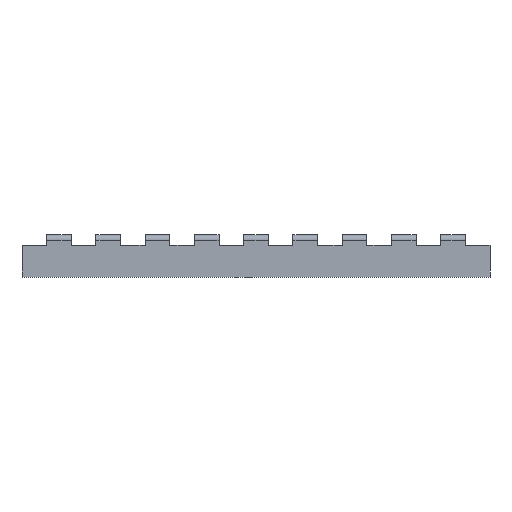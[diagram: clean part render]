
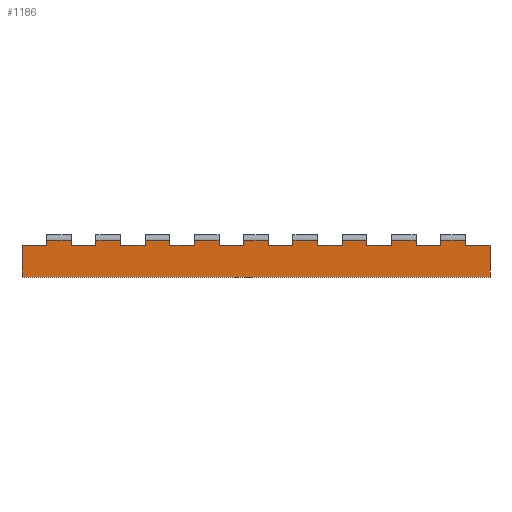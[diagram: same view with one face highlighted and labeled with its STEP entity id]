
A CAD part, top view. The second image highlights one B-rep face of the part: STEP entity #1186.
In plain terms, the highlighted planar face has unit normal (0, 0, 1).
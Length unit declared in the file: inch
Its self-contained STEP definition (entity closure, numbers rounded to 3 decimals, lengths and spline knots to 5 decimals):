
#110=FACE_OUTER_BOUND('',#170,.T.);
#170=EDGE_LOOP('',(#991,#992,#993,#994,#995,#996,#997,#998,#999,#1000,#1001,
#1002,#1003,#1004,#1005,#1006,#1007,#1008,#1009,#1010,#1011,#1012,#1013,
#1014,#1015,#1016,#1017,#1018,#1019,#1020,#1021,#1022,#1023,#1024,#1025,
#1026,#1027,#1028,#1029,#1030));
#192=LINE('',#1650,#330);
#193=LINE('',#1653,#331);
#234=LINE('',#1735,#372);
#238=LINE('',#1751,#376);
#240=LINE('',#1755,#378);
#242=LINE('',#1759,#380);
#246=LINE('',#1775,#384);
#248=LINE('',#1779,#386);
#250=LINE('',#1783,#388);
#254=LINE('',#1799,#392);
#256=LINE('',#1803,#394);
#258=LINE('',#1807,#396);
#262=LINE('',#1823,#400);
#264=LINE('',#1827,#402);
#266=LINE('',#1831,#404);
#270=LINE('',#1847,#408);
#272=LINE('',#1851,#410);
#274=LINE('',#1855,#412);
#278=LINE('',#1871,#416);
#280=LINE('',#1875,#418);
#282=LINE('',#1879,#420);
#286=LINE('',#1895,#424);
#288=LINE('',#1899,#426);
#290=LINE('',#1903,#428);
#294=LINE('',#1919,#432);
#296=LINE('',#1923,#434);
#298=LINE('',#1927,#436);
#302=LINE('',#1943,#440);
#305=LINE('',#1948,#443);
#306=LINE('',#1951,#444);
#308=LINE('',#1954,#446);
#309=LINE('',#1956,#447);
#310=LINE('',#1957,#448);
#311=LINE('',#1958,#449);
#312=LINE('',#1959,#450);
#313=LINE('',#1960,#451);
#314=LINE('',#1961,#452);
#315=LINE('',#1962,#453);
#316=LINE('',#1963,#454);
#317=LINE('',#1964,#455);
#330=VECTOR('',#1316,1.285);
#331=VECTOR('',#1319,1.);
#372=VECTOR('',#1364,0.215);
#376=VECTOR('',#1380,0.215);
#378=VECTOR('',#1384,1.);
#380=VECTOR('',#1388,0.215);
#384=VECTOR('',#1404,0.215);
#386=VECTOR('',#1408,1.);
#388=VECTOR('',#1412,0.215);
#392=VECTOR('',#1428,0.215);
#394=VECTOR('',#1432,1.);
#396=VECTOR('',#1436,0.215);
#400=VECTOR('',#1452,0.215);
#402=VECTOR('',#1456,1.);
#404=VECTOR('',#1460,0.215);
#408=VECTOR('',#1476,0.215);
#410=VECTOR('',#1480,1.);
#412=VECTOR('',#1484,0.215);
#416=VECTOR('',#1500,0.215);
#418=VECTOR('',#1504,1.);
#420=VECTOR('',#1508,0.215);
#424=VECTOR('',#1524,0.215);
#426=VECTOR('',#1528,1.);
#428=VECTOR('',#1532,0.215);
#432=VECTOR('',#1548,0.215);
#434=VECTOR('',#1552,1.);
#436=VECTOR('',#1556,0.215);
#440=VECTOR('',#1572,0.215);
#443=VECTOR('',#1577,1.);
#444=VECTOR('',#1580,1.285);
#446=VECTOR('',#1584,19.);
#447=VECTOR('',#1587,1.);
#448=VECTOR('',#1588,1.);
#449=VECTOR('',#1589,1.);
#450=VECTOR('',#1590,1.);
#451=VECTOR('',#1591,1.);
#452=VECTOR('',#1592,1.);
#453=VECTOR('',#1593,1.);
#454=VECTOR('',#1594,1.);
#455=VECTOR('',#1595,1.);
#466=VERTEX_POINT('',#1644);
#468=VERTEX_POINT('',#1648);
#469=VERTEX_POINT('',#1652);
#508=VERTEX_POINT('',#1734);
#513=VERTEX_POINT('',#1748);
#514=VERTEX_POINT('',#1750);
#515=VERTEX_POINT('',#1754);
#516=VERTEX_POINT('',#1758);
#521=VERTEX_POINT('',#1772);
#522=VERTEX_POINT('',#1774);
#523=VERTEX_POINT('',#1778);
#524=VERTEX_POINT('',#1782);
#529=VERTEX_POINT('',#1796);
#530=VERTEX_POINT('',#1798);
#531=VERTEX_POINT('',#1802);
#532=VERTEX_POINT('',#1806);
#537=VERTEX_POINT('',#1820);
#538=VERTEX_POINT('',#1822);
#539=VERTEX_POINT('',#1826);
#540=VERTEX_POINT('',#1830);
#545=VERTEX_POINT('',#1844);
#546=VERTEX_POINT('',#1846);
#547=VERTEX_POINT('',#1850);
#548=VERTEX_POINT('',#1854);
#553=VERTEX_POINT('',#1868);
#554=VERTEX_POINT('',#1870);
#555=VERTEX_POINT('',#1874);
#556=VERTEX_POINT('',#1878);
#561=VERTEX_POINT('',#1892);
#562=VERTEX_POINT('',#1894);
#563=VERTEX_POINT('',#1898);
#564=VERTEX_POINT('',#1902);
#569=VERTEX_POINT('',#1916);
#570=VERTEX_POINT('',#1918);
#571=VERTEX_POINT('',#1922);
#572=VERTEX_POINT('',#1926);
#577=VERTEX_POINT('',#1940);
#578=VERTEX_POINT('',#1942);
#579=VERTEX_POINT('',#1946);
#580=VERTEX_POINT('',#1950);
#584=EDGE_CURVE('',#468,#466,#192,.T.);
#585=EDGE_CURVE('',#469,#466,#193,.T.);
#626=EDGE_CURVE('',#469,#508,#234,.T.);
#634=EDGE_CURVE('',#514,#513,#238,.T.);
#636=EDGE_CURVE('',#515,#514,#240,.T.);
#638=EDGE_CURVE('',#515,#516,#242,.T.);
#646=EDGE_CURVE('',#522,#521,#246,.T.);
#648=EDGE_CURVE('',#523,#522,#248,.T.);
#650=EDGE_CURVE('',#523,#524,#250,.T.);
#658=EDGE_CURVE('',#530,#529,#254,.T.);
#660=EDGE_CURVE('',#531,#530,#256,.T.);
#662=EDGE_CURVE('',#531,#532,#258,.T.);
#670=EDGE_CURVE('',#538,#537,#262,.T.);
#672=EDGE_CURVE('',#539,#538,#264,.T.);
#674=EDGE_CURVE('',#539,#540,#266,.T.);
#682=EDGE_CURVE('',#546,#545,#270,.T.);
#684=EDGE_CURVE('',#547,#546,#272,.T.);
#686=EDGE_CURVE('',#547,#548,#274,.T.);
#694=EDGE_CURVE('',#554,#553,#278,.T.);
#696=EDGE_CURVE('',#555,#554,#280,.T.);
#698=EDGE_CURVE('',#555,#556,#282,.T.);
#706=EDGE_CURVE('',#562,#561,#286,.T.);
#708=EDGE_CURVE('',#563,#562,#288,.T.);
#710=EDGE_CURVE('',#563,#564,#290,.T.);
#718=EDGE_CURVE('',#570,#569,#294,.T.);
#720=EDGE_CURVE('',#571,#570,#296,.T.);
#722=EDGE_CURVE('',#571,#572,#298,.T.);
#730=EDGE_CURVE('',#578,#577,#302,.T.);
#733=EDGE_CURVE('',#578,#579,#305,.T.);
#734=EDGE_CURVE('',#580,#579,#306,.T.);
#736=EDGE_CURVE('',#580,#468,#308,.T.);
#737=EDGE_CURVE('',#577,#572,#309,.T.);
#738=EDGE_CURVE('',#569,#564,#310,.T.);
#739=EDGE_CURVE('',#561,#556,#311,.T.);
#740=EDGE_CURVE('',#553,#548,#312,.T.);
#741=EDGE_CURVE('',#545,#540,#313,.T.);
#742=EDGE_CURVE('',#537,#532,#314,.T.);
#743=EDGE_CURVE('',#529,#524,#315,.T.);
#744=EDGE_CURVE('',#521,#516,#316,.T.);
#745=EDGE_CURVE('',#513,#508,#317,.T.);
#991=ORIENTED_EDGE('',*,*,#626,.F.);
#992=ORIENTED_EDGE('',*,*,#585,.T.);
#993=ORIENTED_EDGE('',*,*,#584,.F.);
#994=ORIENTED_EDGE('',*,*,#736,.F.);
#995=ORIENTED_EDGE('',*,*,#734,.T.);
#996=ORIENTED_EDGE('',*,*,#733,.F.);
#997=ORIENTED_EDGE('',*,*,#730,.T.);
#998=ORIENTED_EDGE('',*,*,#737,.T.);
#999=ORIENTED_EDGE('',*,*,#722,.F.);
#1000=ORIENTED_EDGE('',*,*,#720,.T.);
#1001=ORIENTED_EDGE('',*,*,#718,.T.);
#1002=ORIENTED_EDGE('',*,*,#738,.T.);
#1003=ORIENTED_EDGE('',*,*,#710,.F.);
#1004=ORIENTED_EDGE('',*,*,#708,.T.);
#1005=ORIENTED_EDGE('',*,*,#706,.T.);
#1006=ORIENTED_EDGE('',*,*,#739,.T.);
#1007=ORIENTED_EDGE('',*,*,#698,.F.);
#1008=ORIENTED_EDGE('',*,*,#696,.T.);
#1009=ORIENTED_EDGE('',*,*,#694,.T.);
#1010=ORIENTED_EDGE('',*,*,#740,.T.);
#1011=ORIENTED_EDGE('',*,*,#686,.F.);
#1012=ORIENTED_EDGE('',*,*,#684,.T.);
#1013=ORIENTED_EDGE('',*,*,#682,.T.);
#1014=ORIENTED_EDGE('',*,*,#741,.T.);
#1015=ORIENTED_EDGE('',*,*,#674,.F.);
#1016=ORIENTED_EDGE('',*,*,#672,.T.);
#1017=ORIENTED_EDGE('',*,*,#670,.T.);
#1018=ORIENTED_EDGE('',*,*,#742,.T.);
#1019=ORIENTED_EDGE('',*,*,#662,.F.);
#1020=ORIENTED_EDGE('',*,*,#660,.T.);
#1021=ORIENTED_EDGE('',*,*,#658,.T.);
#1022=ORIENTED_EDGE('',*,*,#743,.T.);
#1023=ORIENTED_EDGE('',*,*,#650,.F.);
#1024=ORIENTED_EDGE('',*,*,#648,.T.);
#1025=ORIENTED_EDGE('',*,*,#646,.T.);
#1026=ORIENTED_EDGE('',*,*,#744,.T.);
#1027=ORIENTED_EDGE('',*,*,#638,.F.);
#1028=ORIENTED_EDGE('',*,*,#636,.T.);
#1029=ORIENTED_EDGE('',*,*,#634,.T.);
#1030=ORIENTED_EDGE('',*,*,#745,.T.);
#1135=PLANE('',#1290);
#1186=ADVANCED_FACE('',(#110),#1135,.T.);
#1290=AXIS2_PLACEMENT_3D('',#1955,#1585,#1586);
#1316=DIRECTION('',(0.,1.,0.));
#1319=DIRECTION('',(-1.,0.,0.));
#1364=DIRECTION('',(0.,1.,0.));
#1380=DIRECTION('',(0.,1.,0.));
#1384=DIRECTION('',(-1.,0.,0.));
#1388=DIRECTION('',(0.,1.,0.));
#1404=DIRECTION('',(0.,1.,0.));
#1408=DIRECTION('',(-1.,0.,0.));
#1412=DIRECTION('',(0.,1.,0.));
#1428=DIRECTION('',(0.,1.,0.));
#1432=DIRECTION('',(-1.,0.,0.));
#1436=DIRECTION('',(0.,1.,0.));
#1452=DIRECTION('',(0.,1.,0.));
#1456=DIRECTION('',(-1.,0.,0.));
#1460=DIRECTION('',(0.,1.,0.));
#1476=DIRECTION('',(0.,1.,0.));
#1480=DIRECTION('',(-1.,0.,0.));
#1484=DIRECTION('',(0.,1.,0.));
#1500=DIRECTION('',(0.,1.,0.));
#1504=DIRECTION('',(-1.,0.,0.));
#1508=DIRECTION('',(0.,1.,0.));
#1524=DIRECTION('',(0.,1.,0.));
#1528=DIRECTION('',(-1.,0.,0.));
#1532=DIRECTION('',(0.,1.,0.));
#1548=DIRECTION('',(0.,1.,0.));
#1552=DIRECTION('',(-1.,0.,0.));
#1556=DIRECTION('',(0.,1.,0.));
#1572=DIRECTION('',(0.,1.,0.));
#1577=DIRECTION('',(1.,0.,0.));
#1580=DIRECTION('',(0.,1.,0.));
#1584=DIRECTION('',(-1.,0.,0.));
#1585=DIRECTION('center_axis',(0.,0.,1.));
#1586=DIRECTION('ref_axis',(0.,-1.,0.));
#1587=DIRECTION('',(-1.,0.,0.));
#1588=DIRECTION('',(-1.,0.,0.));
#1589=DIRECTION('',(-1.,0.,0.));
#1590=DIRECTION('',(-1.,0.,0.));
#1591=DIRECTION('',(-1.,0.,0.));
#1592=DIRECTION('',(-1.,0.,0.));
#1593=DIRECTION('',(-1.,0.,0.));
#1594=DIRECTION('',(-1.,0.,0.));
#1595=DIRECTION('',(-1.,0.,0.));
#1644=CARTESIAN_POINT('',(-9.5,-0.215,0.));
#1648=CARTESIAN_POINT('',(-9.5,-1.5,0.));
#1650=CARTESIAN_POINT('',(-9.5,-1.5,0.));
#1652=CARTESIAN_POINT('',(-8.5,-0.215,0.));
#1653=CARTESIAN_POINT('',(-8.5,-0.215,0.));
#1734=CARTESIAN_POINT('',(-8.5,0.,0.));
#1735=CARTESIAN_POINT('',(-8.5,-0.215,0.));
#1748=CARTESIAN_POINT('',(-7.5,0.,0.));
#1750=CARTESIAN_POINT('',(-7.5,-0.215,0.));
#1751=CARTESIAN_POINT('',(-7.5,-0.215,0.));
#1754=CARTESIAN_POINT('',(-6.5,-0.215,0.));
#1755=CARTESIAN_POINT('',(-6.5,-0.215,0.));
#1758=CARTESIAN_POINT('',(-6.5,0.,0.));
#1759=CARTESIAN_POINT('',(-6.5,-0.215,0.));
#1772=CARTESIAN_POINT('',(-5.5,0.,0.));
#1774=CARTESIAN_POINT('',(-5.5,-0.215,0.));
#1775=CARTESIAN_POINT('',(-5.5,-0.215,0.));
#1778=CARTESIAN_POINT('',(-4.5,-0.215,0.));
#1779=CARTESIAN_POINT('',(-4.5,-0.215,0.));
#1782=CARTESIAN_POINT('',(-4.5,0.,0.));
#1783=CARTESIAN_POINT('',(-4.5,-0.215,0.));
#1796=CARTESIAN_POINT('',(-3.5,0.,0.));
#1798=CARTESIAN_POINT('',(-3.5,-0.215,0.));
#1799=CARTESIAN_POINT('',(-3.5,-0.215,0.));
#1802=CARTESIAN_POINT('',(-2.5,-0.215,0.));
#1803=CARTESIAN_POINT('',(-2.5,-0.215,0.));
#1806=CARTESIAN_POINT('',(-2.5,0.,0.));
#1807=CARTESIAN_POINT('',(-2.5,-0.215,0.));
#1820=CARTESIAN_POINT('',(-1.5,0.,0.));
#1822=CARTESIAN_POINT('',(-1.5,-0.215,0.));
#1823=CARTESIAN_POINT('',(-1.5,-0.215,0.));
#1826=CARTESIAN_POINT('',(-0.5,-0.215,0.));
#1827=CARTESIAN_POINT('',(-0.5,-0.215,0.));
#1830=CARTESIAN_POINT('',(-0.5,0.,0.));
#1831=CARTESIAN_POINT('',(-0.5,-0.215,0.));
#1844=CARTESIAN_POINT('',(0.5,0.,0.));
#1846=CARTESIAN_POINT('',(0.5,-0.215,0.));
#1847=CARTESIAN_POINT('',(0.5,-0.215,0.));
#1850=CARTESIAN_POINT('',(1.5,-0.215,0.));
#1851=CARTESIAN_POINT('',(1.5,-0.215,0.));
#1854=CARTESIAN_POINT('',(1.5,0.,0.));
#1855=CARTESIAN_POINT('',(1.5,-0.215,0.));
#1868=CARTESIAN_POINT('',(2.5,0.,0.));
#1870=CARTESIAN_POINT('',(2.5,-0.215,0.));
#1871=CARTESIAN_POINT('',(2.5,-0.215,0.));
#1874=CARTESIAN_POINT('',(3.5,-0.215,0.));
#1875=CARTESIAN_POINT('',(3.5,-0.215,0.));
#1878=CARTESIAN_POINT('',(3.5,0.,0.));
#1879=CARTESIAN_POINT('',(3.5,-0.215,0.));
#1892=CARTESIAN_POINT('',(4.5,0.,0.));
#1894=CARTESIAN_POINT('',(4.5,-0.215,0.));
#1895=CARTESIAN_POINT('',(4.5,-0.215,0.));
#1898=CARTESIAN_POINT('',(5.5,-0.215,0.));
#1899=CARTESIAN_POINT('',(5.5,-0.215,0.));
#1902=CARTESIAN_POINT('',(5.5,0.,0.));
#1903=CARTESIAN_POINT('',(5.5,-0.215,0.));
#1916=CARTESIAN_POINT('',(6.5,0.,0.));
#1918=CARTESIAN_POINT('',(6.5,-0.215,0.));
#1919=CARTESIAN_POINT('',(6.5,-0.215,0.));
#1922=CARTESIAN_POINT('',(7.5,-0.215,0.));
#1923=CARTESIAN_POINT('',(7.5,-0.215,0.));
#1926=CARTESIAN_POINT('',(7.5,0.,0.));
#1927=CARTESIAN_POINT('',(7.5,-0.215,0.));
#1940=CARTESIAN_POINT('',(8.5,0.,0.));
#1942=CARTESIAN_POINT('',(8.5,-0.215,0.));
#1943=CARTESIAN_POINT('',(8.5,-0.215,0.));
#1946=CARTESIAN_POINT('',(9.5,-0.215,0.));
#1948=CARTESIAN_POINT('',(8.5,-0.215,0.));
#1950=CARTESIAN_POINT('',(9.5,-1.5,0.));
#1951=CARTESIAN_POINT('',(9.5,-1.5,0.));
#1954=CARTESIAN_POINT('',(9.5,-1.5,0.));
#1955=CARTESIAN_POINT('Origin',(-9.5,0.,0.));
#1956=CARTESIAN_POINT('',(8.5,0.,0.));
#1957=CARTESIAN_POINT('',(6.5,0.,0.));
#1958=CARTESIAN_POINT('',(4.5,0.,0.));
#1959=CARTESIAN_POINT('',(2.5,0.,0.));
#1960=CARTESIAN_POINT('',(0.5,0.,0.));
#1961=CARTESIAN_POINT('',(-1.5,0.,0.));
#1962=CARTESIAN_POINT('',(-3.5,0.,0.));
#1963=CARTESIAN_POINT('',(-5.5,0.,0.));
#1964=CARTESIAN_POINT('',(-7.5,0.,0.));
